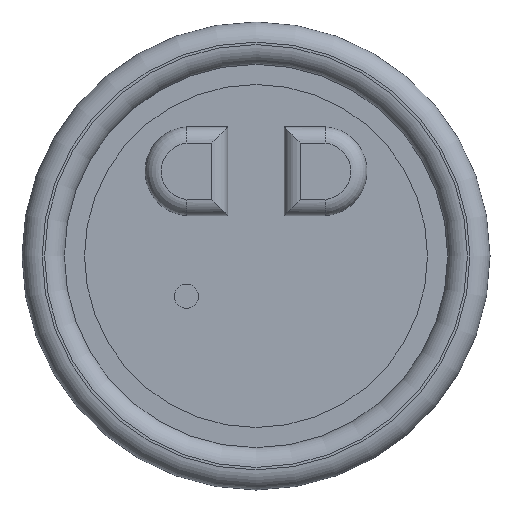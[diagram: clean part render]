
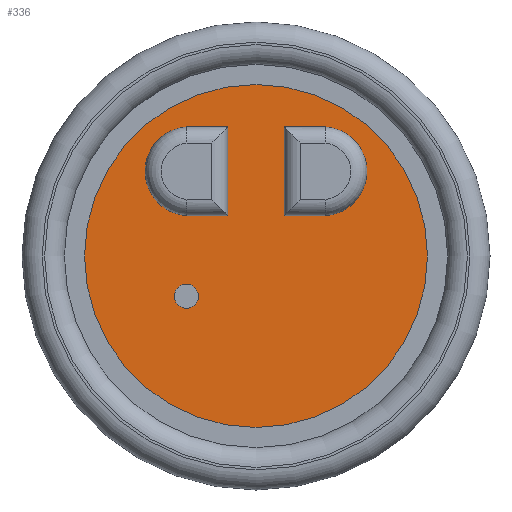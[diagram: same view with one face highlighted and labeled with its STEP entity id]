
A CAD part, front view. The second image highlights one B-rep face of the part: STEP entity #336.
In plain terms, the highlighted planar face has unit normal (0, -1, 0).
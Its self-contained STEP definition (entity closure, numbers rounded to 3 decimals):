
#19=LINE('',#539,#31);
#21=LINE('',#545,#33);
#22=LINE('',#547,#34);
#25=LINE('',#568,#37);
#27=LINE('',#592,#39);
#28=LINE('',#594,#40);
#31=VECTOR('',#420,0.513);
#33=VECTOR('',#426,1.1);
#34=VECTOR('',#429,0.513);
#37=VECTOR('',#436,0.513);
#39=VECTOR('',#450,0.513);
#40=VECTOR('',#453,1.1);
#57=PLANE('',#379);
#67=FACE_BOUND('',#123,.T.);
#68=FACE_BOUND('',#124,.T.);
#69=FACE_BOUND('',#125,.T.);
#91=FACE_OUTER_BOUND('',#122,.T.);
#122=EDGE_LOOP('',(#268));
#123=EDGE_LOOP('',(#269));
#124=EDGE_LOOP('',(#270,#271,#272,#273));
#125=EDGE_LOOP('',(#274,#275,#276,#277));
#132=CIRCLE('',#344,2.125);
#136=CIRCLE('',#351,0.15);
#138=CIRCLE('',#355,0.551);
#140=CIRCLE('',#366,0.551);
#148=VERTEX_POINT('',#489);
#152=VERTEX_POINT('',#500);
#155=VERTEX_POINT('',#507);
#156=VERTEX_POINT('',#520);
#158=VERTEX_POINT('',#537);
#160=VERTEX_POINT('',#543);
#163=VERTEX_POINT('',#554);
#164=VERTEX_POINT('',#567);
#166=VERTEX_POINT('',#573);
#168=VERTEX_POINT('',#590);
#176=EDGE_CURVE('',#148,#148,#132,.T.);
#180=EDGE_CURVE('',#152,#152,#136,.T.);
#183=EDGE_CURVE('',#156,#155,#138,.T.);
#187=EDGE_CURVE('',#155,#158,#19,.T.);
#190=EDGE_CURVE('',#158,#160,#21,.T.);
#191=EDGE_CURVE('',#160,#156,#22,.T.);
#195=EDGE_CURVE('',#164,#163,#25,.T.);
#199=EDGE_CURVE('',#163,#166,#140,.T.);
#202=EDGE_CURVE('',#166,#168,#27,.T.);
#203=EDGE_CURVE('',#168,#164,#28,.T.);
#268=ORIENTED_EDGE('',*,*,#176,.T.);
#269=ORIENTED_EDGE('',*,*,#180,.T.);
#270=ORIENTED_EDGE('',*,*,#199,.T.);
#271=ORIENTED_EDGE('',*,*,#202,.T.);
#272=ORIENTED_EDGE('',*,*,#203,.T.);
#273=ORIENTED_EDGE('',*,*,#195,.T.);
#274=ORIENTED_EDGE('',*,*,#183,.T.);
#275=ORIENTED_EDGE('',*,*,#187,.T.);
#276=ORIENTED_EDGE('',*,*,#190,.T.);
#277=ORIENTED_EDGE('',*,*,#191,.T.);
#336=ADVANCED_FACE('',(#91,#67,#68,#69),#57,.F.);
#344=AXIS2_PLACEMENT_3D('',#490,#391,#392);
#351=AXIS2_PLACEMENT_3D('',#501,#405,#406);
#355=AXIS2_PLACEMENT_3D('',#521,#413,#414);
#366=AXIS2_PLACEMENT_3D('',#586,#443,#444);
#379=AXIS2_PLACEMENT_3D('',#609,#473,#474);
#391=DIRECTION('center_axis',(0.,-1.,0.));
#392=DIRECTION('ref_axis',(-1.,0.,0.));
#405=DIRECTION('center_axis',(0.,1.,0.));
#406=DIRECTION('ref_axis',(-1.,0.,0.));
#413=DIRECTION('center_axis',(0.,1.,0.));
#414=DIRECTION('ref_axis',(-0.071,0.,0.998));
#420=DIRECTION('',(-1.,0.,0.));
#426=DIRECTION('',(0.,0.,1.));
#429=DIRECTION('',(1.,0.,0.));
#436=DIRECTION('',(-1.,0.,0.));
#443=DIRECTION('center_axis',(0.,1.,0.));
#444=DIRECTION('ref_axis',(-0.071,0.,0.998));
#450=DIRECTION('',(1.,0.,0.));
#453=DIRECTION('',(0.,0.,-1.));
#473=DIRECTION('center_axis',(0.,1.,0.));
#474=DIRECTION('ref_axis',(0.,0.,1.));
#489=CARTESIAN_POINT('',(2.125,0.2,0.));
#490=CARTESIAN_POINT('Origin',(0.,0.2,0.));
#500=CARTESIAN_POINT('',(-0.713,0.2,-0.5));
#501=CARTESIAN_POINT('Origin',(-0.863,0.2,-0.5));
#507=CARTESIAN_POINT('',(0.863,0.2,0.5));
#520=CARTESIAN_POINT('',(0.863,0.2,1.6));
#521=CARTESIAN_POINT('Origin',(0.824,0.2,1.05));
#537=CARTESIAN_POINT('',(0.35,0.2,0.5));
#539=CARTESIAN_POINT('',(0.175,0.2,0.5));
#543=CARTESIAN_POINT('',(0.35,0.2,1.6));
#545=CARTESIAN_POINT('',(0.35,0.2,0.8));
#547=CARTESIAN_POINT('',(0.431,0.2,1.6));
#554=CARTESIAN_POINT('',(-0.863,0.2,0.5));
#567=CARTESIAN_POINT('',(-0.35,0.2,0.5));
#568=CARTESIAN_POINT('',(-0.431,0.2,0.5));
#573=CARTESIAN_POINT('',(-0.863,0.2,1.6));
#586=CARTESIAN_POINT('Origin',(-0.824,0.2,1.05));
#590=CARTESIAN_POINT('',(-0.35,0.2,1.6));
#592=CARTESIAN_POINT('',(-0.175,0.2,1.6));
#594=CARTESIAN_POINT('',(-0.35,0.2,0.25));
#609=CARTESIAN_POINT('Origin',(0.,0.2,0.));
